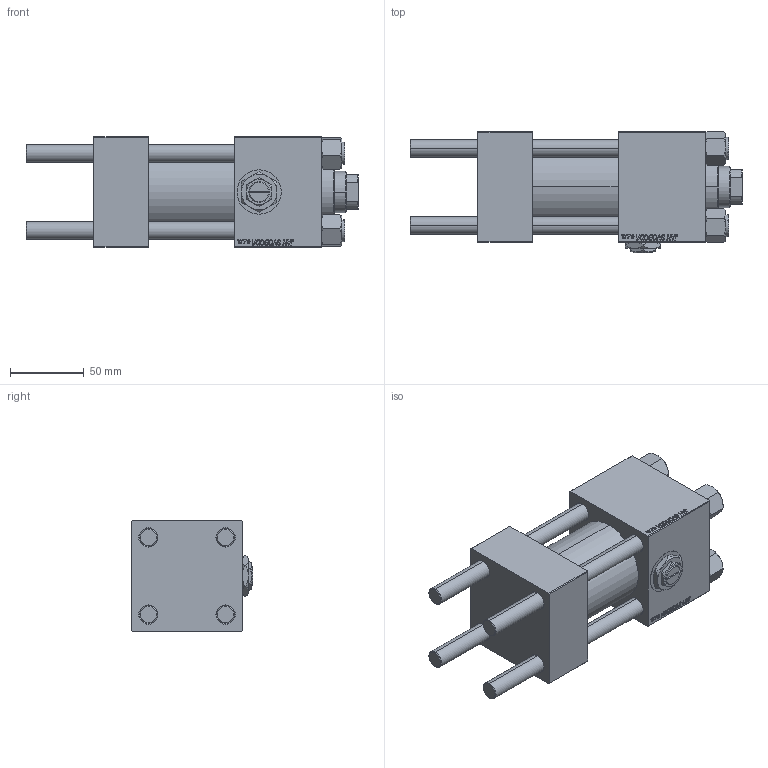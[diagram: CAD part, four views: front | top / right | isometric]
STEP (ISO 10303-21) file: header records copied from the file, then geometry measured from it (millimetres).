
FILE_DESCRIPTION (( 'STEP AP203' ), '1' );
FILE_NAME ('8a80.STEP', '2022-09-14T01:47:10', ( '' ), ( '' ), 'SwSTEP 2.0', 'SolidWorks 2019', '' );
FILE_SCHEMA (( 'CONFIG_CONTROL_DESIGN' ));
Length unit declared in the file: millimetre
Products named in the file (7): V215CR_VCP 34f17c7853865592337b06263fe56ba0; V215_VC_A 34f17c7853865592337b06263fe56ba0; NUT_M5 34f17c7853865592337b06263fe56ba0; Zatka_pro_OIL_PORT 34f17c7853865592337b06263fe56ba0; CR025_012_A_0_G_A_G_M_020_+#_##_TYCINKA 34f17c7853865592337b06263fe56ba0; V215CR_BODY_A 34f17c7853865592337b06263fe56ba0; 8a80
Assembly tree (12 placements, depth 2):
  8a80
    V215CR_BODY_A 34f17c7853865592337b06263fe56ba0
    CR025_012_A_0_G_A_G_M_020_+#_##_TYCINKA 34f17c7853865592337b06263fe56ba0  x4
    NUT_M5 34f17c7853865592337b06263fe56ba0  x4
    V215CR_VCP 34f17c7853865592337b06263fe56ba0
    V215_VC_A 34f17c7853865592337b06263fe56ba0
    Zatka_pro_OIL_PORT 34f17c7853865592337b06263fe56ba0
Bounding box: 225 x 82.22 x 75 mm (x, y, z)
Volume: 697722.6 mm3; surface area: 169209.3 mm2
Topology: 12 solids, 12 shells, 1188 faces, 2980 edges, 1929 vertices
Faces by surface type: plane 545, bspline 392, cone 156, cylinder 87, torus 8
Entity records: 51759 total; most frequent: CARTESIAN_POINT 27613, ORIENTED_EDGE 5452, DIRECTION 3472, EDGE_CURVE 2726, VERTEX_POINT 1785, LINE 1628, VECTOR 1628, EDGE_LOOP 1203
